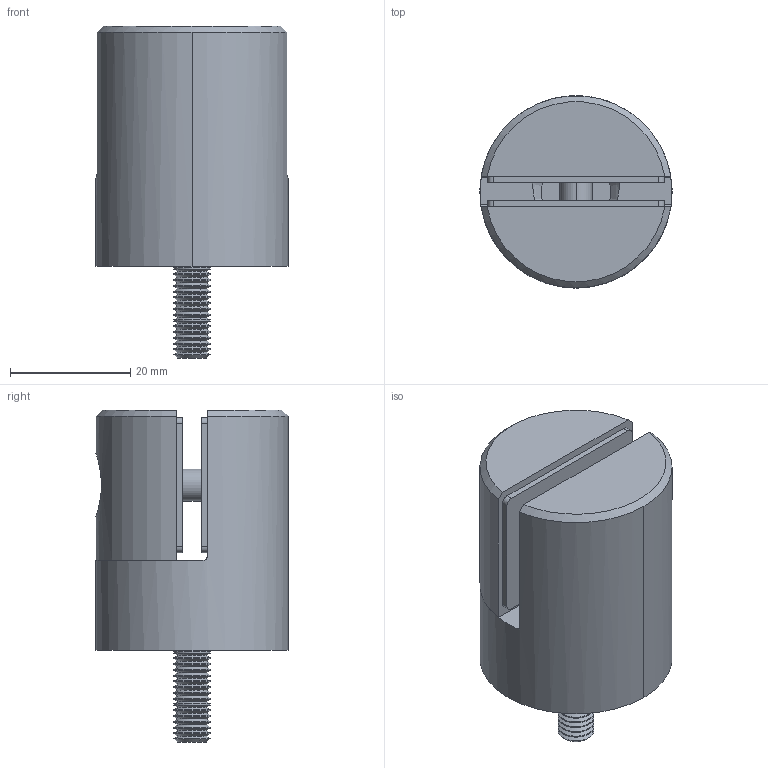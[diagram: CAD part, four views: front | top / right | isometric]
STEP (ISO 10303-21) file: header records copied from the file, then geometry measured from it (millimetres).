
FILE_DESCRIPTION (( 'STEP AP203' ), '1' );
FILE_NAME ('55350-240-00.step', '2017-07-25T08:50:03', ( '' ), ( '' ), 'SwSTEP 2.0', 'SolidWorks 2015', '' );
FILE_SCHEMA (( 'CONFIG_CONTROL_DESIGN' ));
Length unit declared in the file: millimetre
Products named in the file (6): DIN 912 M6x18_DIN 912 M6x18; 55350-240-00; 5533X-240 Teil1_55350-240-00 Teil1; 5533X-240 Teil2_55350-240-XX Teil2; 5533x-240 Teil3_55350-240-XX Teil3; socket countersunk head screw_din_DIN 7991 - M6 x 25 --- 25S
Assembly tree (6 placements, depth 2):
  55350-240-00
    5533X-240 Teil1_55350-240-00 Teil1
    5533x-240 Teil3_55350-240-XX Teil3  x2
    5533X-240 Teil2_55350-240-XX Teil2
    socket countersunk head screw_din_DIN 7991 - M6 x 25 --- 25S
    DIN 912 M6x18_DIN 912 M6x18
Bounding box: 32 x 32 x 55.28 mm (x, y, z)
Volume: 25868.2 mm3; surface area: 13363.6 mm2
Topology: 6 solids, 6 shells, 526 faces, 1348 edges, 868 vertices
Faces by surface type: plane 190, bspline 128, cone 100, cylinder 96, torus 12
Entity records: 23723 total; most frequent: CARTESIAN_POINT 11475, ORIENTED_EDGE 2584, DIRECTION 2103, EDGE_CURVE 1292, VERTEX_POINT 836, AXIS2_PLACEMENT_3D 709, VECTOR 685, LINE 685
